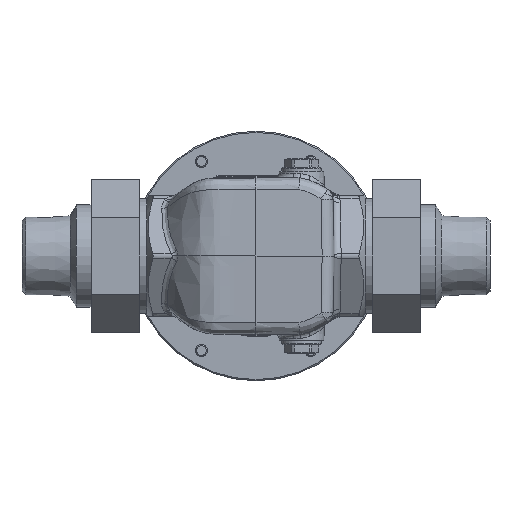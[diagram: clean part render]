
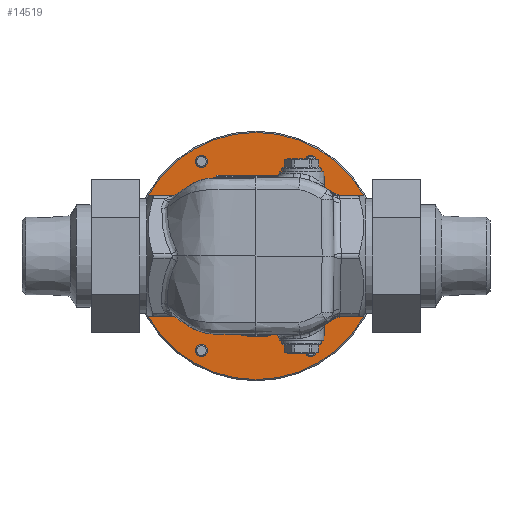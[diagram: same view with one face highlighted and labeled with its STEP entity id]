
A CAD part, front view. The second image highlights one B-rep face of the part: STEP entity #14519.
In plain terms, the highlighted planar face has unit normal (0, -1, 0).
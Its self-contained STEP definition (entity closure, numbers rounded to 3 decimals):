
#1795=FACE_BOUND('',#3581,.T.);
#1796=FACE_BOUND('',#3582,.T.);
#1797=FACE_BOUND('',#3583,.T.);
#1798=FACE_BOUND('',#3584,.T.);
#1799=FACE_BOUND('',#3585,.T.);
#1800=FACE_BOUND('',#3586,.T.);
#1801=FACE_BOUND('',#3587,.T.);
#1960=PLANE('',#15463);
#2662=FACE_OUTER_BOUND('',#3580,.T.);
#3580=EDGE_LOOP('',(#12119));
#3581=EDGE_LOOP('',(#12120));
#3582=EDGE_LOOP('',(#12121));
#3583=EDGE_LOOP('',(#12122));
#3584=EDGE_LOOP('',(#12123));
#3585=EDGE_LOOP('',(#12124));
#3586=EDGE_LOOP('',(#12125));
#3587=EDGE_LOOP('',(#12126));
#5199=CIRCLE('',#15229,32.5);
#5303=CIRCLE('',#15464,51.5);
#5304=CIRCLE('',#15465,2.5);
#5305=CIRCLE('',#15466,2.5);
#5306=CIRCLE('',#15467,2.5);
#5307=CIRCLE('',#15468,2.5);
#5308=CIRCLE('',#15469,2.5);
#5309=CIRCLE('',#15470,2.5);
#6199=VERTEX_POINT('',#29421);
#6414=VERTEX_POINT('',#37490);
#6415=VERTEX_POINT('',#37492);
#6416=VERTEX_POINT('',#37494);
#6417=VERTEX_POINT('',#37496);
#6418=VERTEX_POINT('',#37498);
#6419=VERTEX_POINT('',#37500);
#6420=VERTEX_POINT('',#37502);
#7977=EDGE_CURVE('',#6199,#6199,#5199,.T.);
#8403=EDGE_CURVE('',#6414,#6414,#5303,.T.);
#8404=EDGE_CURVE('',#6415,#6415,#5304,.T.);
#8405=EDGE_CURVE('',#6416,#6416,#5305,.T.);
#8406=EDGE_CURVE('',#6417,#6417,#5306,.T.);
#8407=EDGE_CURVE('',#6418,#6418,#5307,.T.);
#8408=EDGE_CURVE('',#6419,#6419,#5308,.T.);
#8409=EDGE_CURVE('',#6420,#6420,#5309,.T.);
#12119=ORIENTED_EDGE('',*,*,#8403,.F.);
#12120=ORIENTED_EDGE('',*,*,#8404,.T.);
#12121=ORIENTED_EDGE('',*,*,#8405,.T.);
#12122=ORIENTED_EDGE('',*,*,#8406,.T.);
#12123=ORIENTED_EDGE('',*,*,#8407,.T.);
#12124=ORIENTED_EDGE('',*,*,#8408,.T.);
#12125=ORIENTED_EDGE('',*,*,#8409,.T.);
#12126=ORIENTED_EDGE('',*,*,#7977,.T.);
#14519=ADVANCED_FACE('',(#2662,#1795,#1796,#1797,#1798,#1799,#1800,#1801),
#1960,.T.);
#15229=AXIS2_PLACEMENT_3D('',#29423,#16920,#16921);
#15463=AXIS2_PLACEMENT_3D('',#37489,#17455,#17456);
#15464=AXIS2_PLACEMENT_3D('',#37491,#17457,#17458);
#15465=AXIS2_PLACEMENT_3D('',#37493,#17459,#17460);
#15466=AXIS2_PLACEMENT_3D('',#37495,#17461,#17462);
#15467=AXIS2_PLACEMENT_3D('',#37497,#17463,#17464);
#15468=AXIS2_PLACEMENT_3D('',#37499,#17465,#17466);
#15469=AXIS2_PLACEMENT_3D('',#37501,#17467,#17468);
#15470=AXIS2_PLACEMENT_3D('',#37503,#17469,#17470);
#16920=DIRECTION('center_axis',(0.,1.,0.));
#16921=DIRECTION('ref_axis',(1.,0.,0.));
#17455=DIRECTION('center_axis',(0.,-1.,0.));
#17456=DIRECTION('ref_axis',(0.,0.,
1.));
#17457=DIRECTION('center_axis',(0.,1.,0.));
#17458=DIRECTION('ref_axis',(-1.,0.,0.));
#17459=DIRECTION('center_axis',(0.,1.,0.));
#17460=DIRECTION('ref_axis',(1.,0.,0.));
#17461=DIRECTION('center_axis',(0.,1.,0.));
#17462=DIRECTION('ref_axis',(1.,0.,0.));
#17463=DIRECTION('center_axis',(0.,1.,0.));
#17464=DIRECTION('ref_axis',(1.,0.,0.));
#17465=DIRECTION('center_axis',(0.,1.,0.));
#17466=DIRECTION('ref_axis',(1.,0.,0.));
#17467=DIRECTION('center_axis',(0.,1.,0.));
#17468=DIRECTION('ref_axis',(1.,0.,0.));
#17469=DIRECTION('center_axis',(0.,1.,0.));
#17470=DIRECTION('ref_axis',(1.,0.,0.));
#29421=CARTESIAN_POINT('',(-32.5,40.,0.));
#29423=CARTESIAN_POINT('Origin',(0.,40.,
0.));
#37489=CARTESIAN_POINT('Origin',(41.,40.,0.));
#37490=CARTESIAN_POINT('',(51.5,40.,0.));
#37491=CARTESIAN_POINT('Origin',(0.,40.,
0.));
#37492=CARTESIAN_POINT('',(43.,40.,0.));
#37493=CARTESIAN_POINT('Origin',(45.5,40.,0.));
#37494=CARTESIAN_POINT('',(20.25,40.,39.404));
#37495=CARTESIAN_POINT('Origin',(22.75,40.,39.404));
#37496=CARTESIAN_POINT('',(-25.25,40.,39.404));
#37497=CARTESIAN_POINT('Origin',(-22.75,40.,39.404));
#37498=CARTESIAN_POINT('',(-48.,40.,0.));
#37499=CARTESIAN_POINT('Origin',(-45.5,40.,0.));
#37500=CARTESIAN_POINT('',(-25.25,40.,-39.404));
#37501=CARTESIAN_POINT('Origin',(-22.75,40.,-39.404));
#37502=CARTESIAN_POINT('',(20.25,40.,-39.404));
#37503=CARTESIAN_POINT('Origin',(22.75,40.,-39.404));
